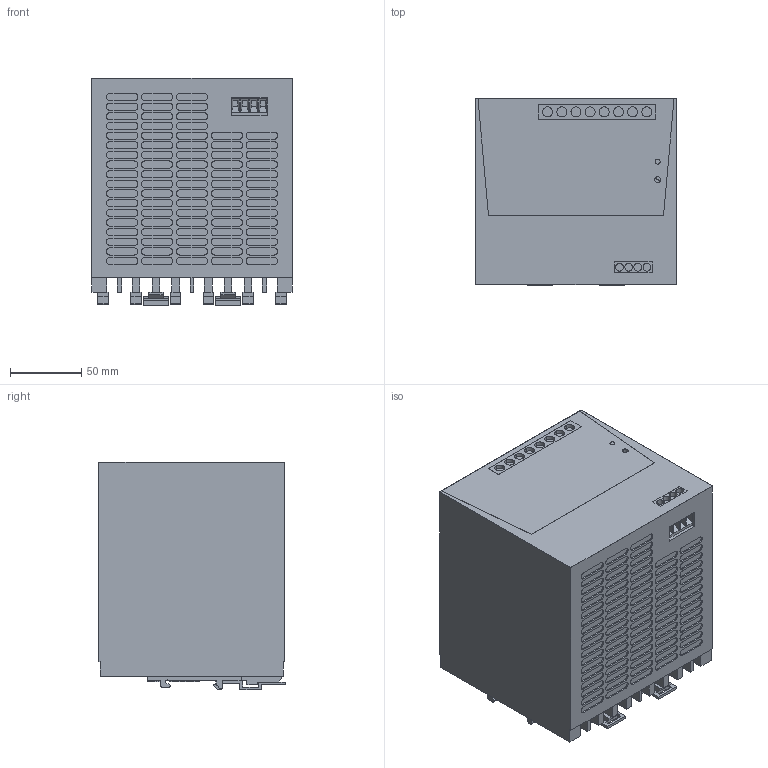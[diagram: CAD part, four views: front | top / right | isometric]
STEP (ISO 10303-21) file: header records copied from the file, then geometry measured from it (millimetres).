
FILE_DESCRIPTION(('CATIA V5R24 STEP','CAx-IF Rec.Pracs.--- Model Styling and Organization---1.2---2011-12-15'),'2;1');
FILE_NAME ('6807041_3', '2018-03-15T14:08:04+00:00', ('Weidmueller Interface'), ('Weidmueller'), 'CATIA Version 5-6 Release 2014 SP4', 'CATIA V5 STEP AP214', 'none');
FILE_SCHEMA(('AUTOMOTIVE_DESIGN { 1 0 10303 214 1 1 1 1 }'));
Length unit declared in the file: millimetre
Products named in the file (1): 1478200000
Bounding box: 140 x 130.3 x 159.5 mm (x, y, z)
Volume: 2600920 mm3; surface area: 221989 mm2
Topology: 7 solids, 7 shells, 1359 faces, 3358 edges, 2192 vertices
Faces by surface type: plane 957, cylinder 381, extrusion 21
Entity records: 38321 total; most frequent: CARTESIAN_POINT 7052, ORIENTED_EDGE 6716, DIRECTION 4884, EDGE_CURVE 3330, VECTOR 2422, LINE 2401, VERTEX_POINT 2168, AXIS2_PLACEMENT_3D 1619
